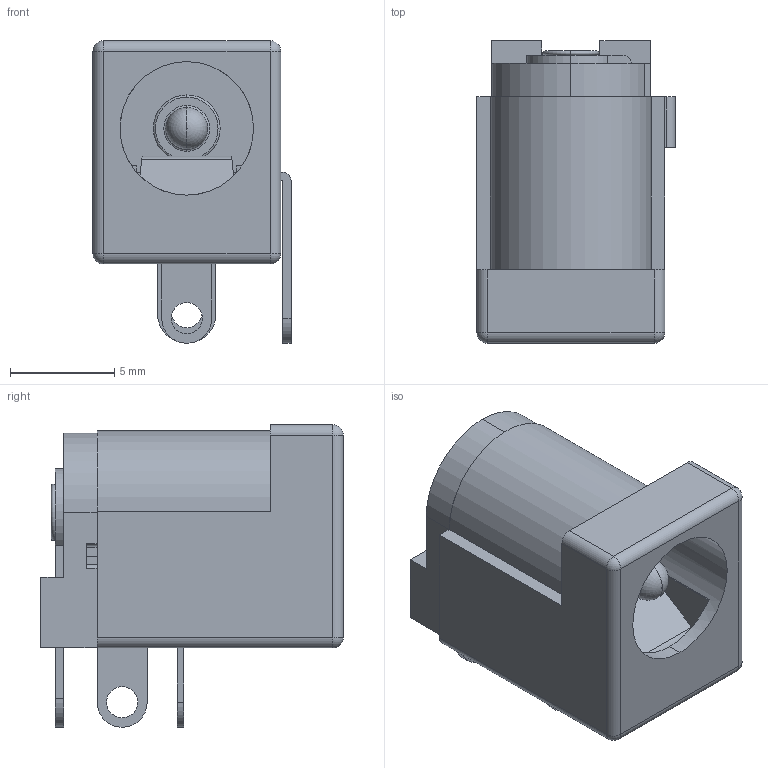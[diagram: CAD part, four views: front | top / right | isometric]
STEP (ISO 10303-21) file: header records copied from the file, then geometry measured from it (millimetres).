
FILE_DESCRIPTION (( 'STEP AP214' ), '1' );
FILE_NAME ('694106301002.STEP', '2021-03-26T09:19:45', ( '' ), ( '' ), 'SwSTEP 2.0', 'SolidWorks 2018', '' );
FILE_SCHEMA (( 'AUTOMOTIVE_DESIGN' ));
Length unit declared in the file: inch
Products named in the file (1): 694106301002
Bounding box: 9.5 x 14.5 x 14.5 mm (x, y, z)
Volume: 733.1 mm3; surface area: 1737.6 mm2
Topology: 6 solids, 6 shells, 213 faces, 559 edges, 360 vertices
Faces by surface type: plane 120, cylinder 65, torus 24, sphere 4
Entity records: 6638 total; most frequent: CARTESIAN_POINT 1177, DIRECTION 1133, ORIENTED_EDGE 1110, EDGE_CURVE 555, AXIS2_PLACEMENT_3D 380, LINE 373, VECTOR 373, VERTEX_POINT 360
